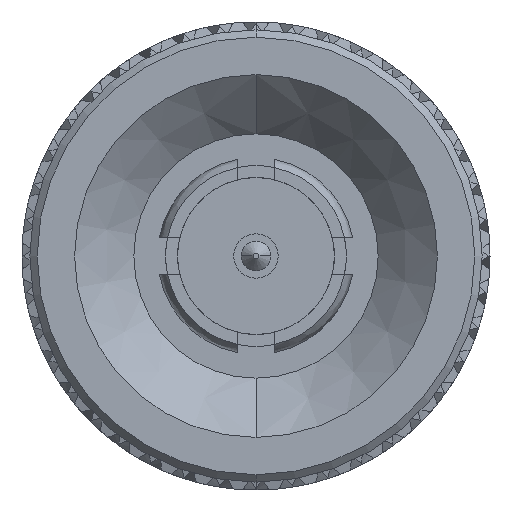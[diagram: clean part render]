
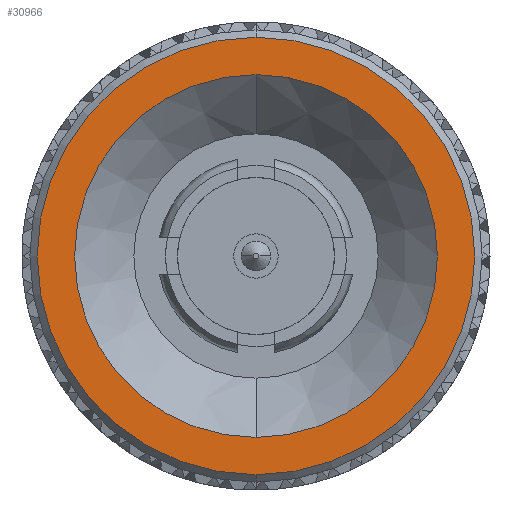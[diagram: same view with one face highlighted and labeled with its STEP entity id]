
A CAD part, left-side view. The second image highlights one B-rep face of the part: STEP entity #30966.
In plain terms, the highlighted planar face has unit normal (-1, 0, 0).
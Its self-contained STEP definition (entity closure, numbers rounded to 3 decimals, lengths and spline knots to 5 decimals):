
#593 = VERTEX_POINT ( 'NONE', #26801 ) ;
#878 = DIRECTION ( 'NONE',  ( -1., 0., 0. ) ) ;
#7768 = ORIENTED_EDGE ( 'NONE', *, *, #33965, .F. ) ;
#9076 = CARTESIAN_POINT ( 'NONE',  ( -0.62963, -0.00002, 0. ) ) ;
#9435 = DIRECTION ( 'NONE',  ( 1., 0., 0. ) ) ;
#11220 = PLANE ( 'NONE',  #42583 ) ;
#11336 = DIRECTION ( 'NONE',  ( -1., 0., 0. ) ) ;
#13373 = DIRECTION ( 'NONE',  ( 0., 0., -1. ) ) ;
#17880 = EDGE_CURVE ( 'NONE', #593, #43516, #31531, .T. ) ;
#21233 = AXIS2_PLACEMENT_3D ( 'NONE', #9076, #9435, #57697 ) ;
#21240 = EDGE_LOOP ( 'NONE', ( #56847, #7768 ) ) ;
#21252 = DIRECTION ( 'NONE',  ( 1., 0., 0. ) ) ;
#21606 = FACE_BOUND ( 'NONE', #57036, .T. ) ;
#24503 = CARTESIAN_POINT ( 'NONE',  ( -0.62963, -0.00002, -0.1225 ) ) ;
#26609 = CARTESIAN_POINT ( 'NONE',  ( -0.62963, 0., 0. ) ) ;
#26801 = CARTESIAN_POINT ( 'NONE',  ( -0.62963, -0.00002, -0.14775 ) ) ;
#27093 = CARTESIAN_POINT ( 'NONE',  ( -0.62963, -0.00002, 0. ) ) ;
#27541 = ORIENTED_EDGE ( 'NONE', *, *, #42364, .F. ) ;
#28057 = CARTESIAN_POINT ( 'NONE',  ( -0.62963, -0.00002, 0. ) ) ;
#30076 = AXIS2_PLACEMENT_3D ( 'NONE', #64382, #67725, #13373 ) ;
#30966 = ADVANCED_FACE ( 'NONE', ( #42661, #21606 ), #11220, .F. ) ;
#31531 = CIRCLE ( 'NONE', #21233, 0.14775 ) ;
#33965 = EDGE_CURVE ( 'NONE', #43516, #593, #60886, .T. ) ;
#36580 = CIRCLE ( 'NONE', #51422, 0.1225 ) ;
#36581 = CARTESIAN_POINT ( 'NONE',  ( -0.62963, -0.00002, 0.14775 ) ) ;
#38813 = DIRECTION ( 'NONE',  ( 0., 0., 1. ) ) ;
#42097 = VERTEX_POINT ( 'NONE', #24503 ) ;
#42306 = DIRECTION ( 'NONE',  ( 0., 0., -1. ) ) ;
#42364 = EDGE_CURVE ( 'NONE', #42097, #58883, #36580, .T. ) ;
#42583 = AXIS2_PLACEMENT_3D ( 'NONE', #26609, #21252, #42306 ) ;
#42661 = FACE_OUTER_BOUND ( 'NONE', #21240, .T. ) ;
#42701 = ORIENTED_EDGE ( 'NONE', *, *, #45251, .F. ) ;
#43516 = VERTEX_POINT ( 'NONE', #36581 ) ;
#44818 = DIRECTION ( 'NONE',  ( 0., 0., 1. ) ) ;
#45133 = CARTESIAN_POINT ( 'NONE',  ( -0.62963, -0.00002, 0.1225 ) ) ;
#45251 = EDGE_CURVE ( 'NONE', #58883, #42097, #55352, .T. ) ;
#51422 = AXIS2_PLACEMENT_3D ( 'NONE', #28057, #878, #44818 ) ;
#55352 = CIRCLE ( 'NONE', #57669, 0.1225 ) ;
#56847 = ORIENTED_EDGE ( 'NONE', *, *, #17880, .F. ) ;
#57036 = EDGE_LOOP ( 'NONE', ( #42701, #27541 ) ) ;
#57669 = AXIS2_PLACEMENT_3D ( 'NONE', #27093, #11336, #38813 ) ;
#57697 = DIRECTION ( 'NONE',  ( 0., 0., -1. ) ) ;
#58883 = VERTEX_POINT ( 'NONE', #45133 ) ;
#60886 = CIRCLE ( 'NONE', #30076, 0.14775 ) ;
#64382 = CARTESIAN_POINT ( 'NONE',  ( -0.62963, -0.00002, 0. ) ) ;
#67725 = DIRECTION ( 'NONE',  ( 1., 0., 0. ) ) ;
